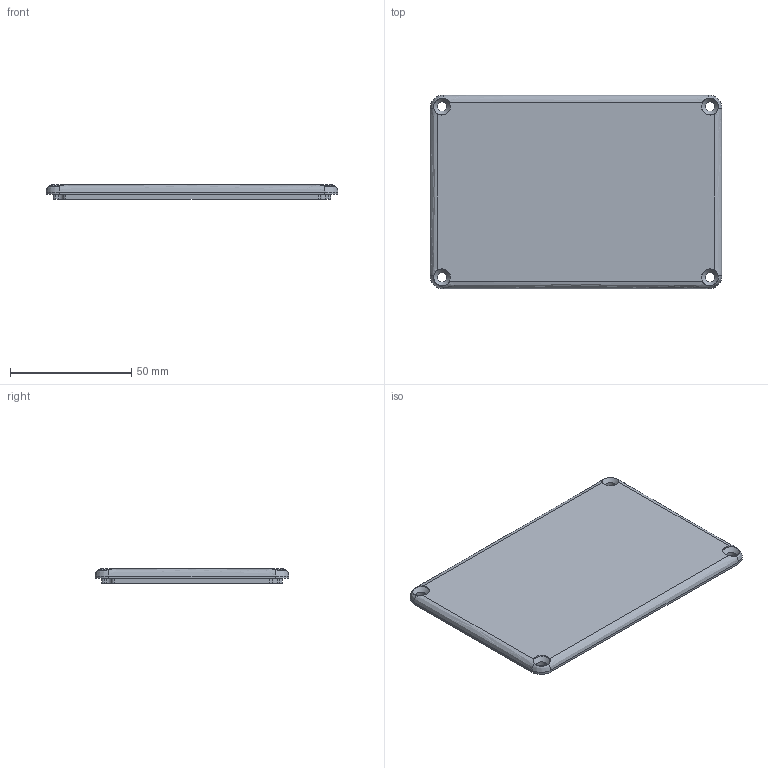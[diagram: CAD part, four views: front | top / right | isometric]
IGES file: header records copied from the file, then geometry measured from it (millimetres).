
Global section: file name: No Iges File Name specified; native system: AutoDesk Inventor R9; preprocessor: AutoDesk Inventor Iges Exporter R9; author: No Author specified; organization: No Organization specified; date: 20050127.143720; units: millimetre
Bounding box: 120.5 x 80 x 6 mm (x, y, z)
Surface area: 22356.7 mm2 (no closed solid volume)
Topology: 0 solids, 0 shells, 88 faces, 452 edges, 436 vertices
Faces by surface type: revolution 36, bspline 28, plane 24
